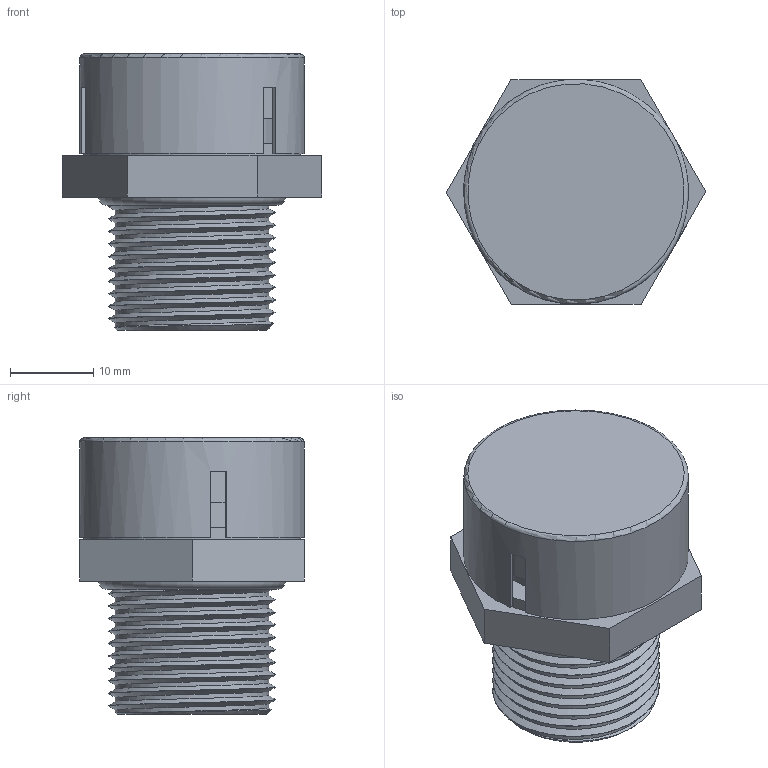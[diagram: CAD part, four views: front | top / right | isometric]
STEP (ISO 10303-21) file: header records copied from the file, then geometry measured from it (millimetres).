
FILE_DESCRIPTION(/* description */ ('STEP AP214','CAx-IF Rec.Pracs.---Representation and Presentation of Product Manufacturing Information (PMI)---3.8---2014-02-18'),/* implementation_level */ '2;1');
FILE_NAME(/* name */ '75001521SI-RST.stp',/* time_stamp */ '2023-11-16T11:01:42+01:00',/* author */ ('sl'),/* organization */ (''),/* preprocessor_version */ 'ST-DEVELOPER v16.5',/* originating_system */ 'Autodesk Inventor 2017',/* authorisation */ '');
FILE_SCHEMA (('AP242_MANAGED_MODEL_BASED_3D_ENGINEERING_MIM_LF { 1 0 10303 442 1 1 4 }'));
Length unit declared in the file: millimetre
Products named in the file (4): 7x001521SI; BDU1104D1; cap; O-Ring-01-BT-0003-7x001521SI
Assembly tree (3 placements, depth 2):
  7x001521SI
    BDU1104D1
    cap
    O-Ring-01-BT-0003-7x001521SI
Bounding box: 31.18 x 27.02 x 33.21 mm (x, y, z)
Volume: 9231.7 mm3; surface area: 8839.9 mm2
Topology: 3 solids, 3 shells, 48 faces, 110 edges, 71 vertices
Faces by surface type: plane 27, cylinder 10, cone 5, torus 4, bspline 2
Full cylindrical faces by diameter (mm): 8 x1, 13.8 x1, 14.25 x1, 20.486 x1, 25.5 x1, 26 x2, 27 x1
Entity records: 3430 total; most frequent: CARTESIAN_POINT 2253, DIRECTION 222, ORIENTED_EDGE 176, AXIS2_PLACEMENT_3D 90, EDGE_CURVE 88, EDGE_LOOP 69, VERTEX_POINT 65, STYLED_ITEM 50
